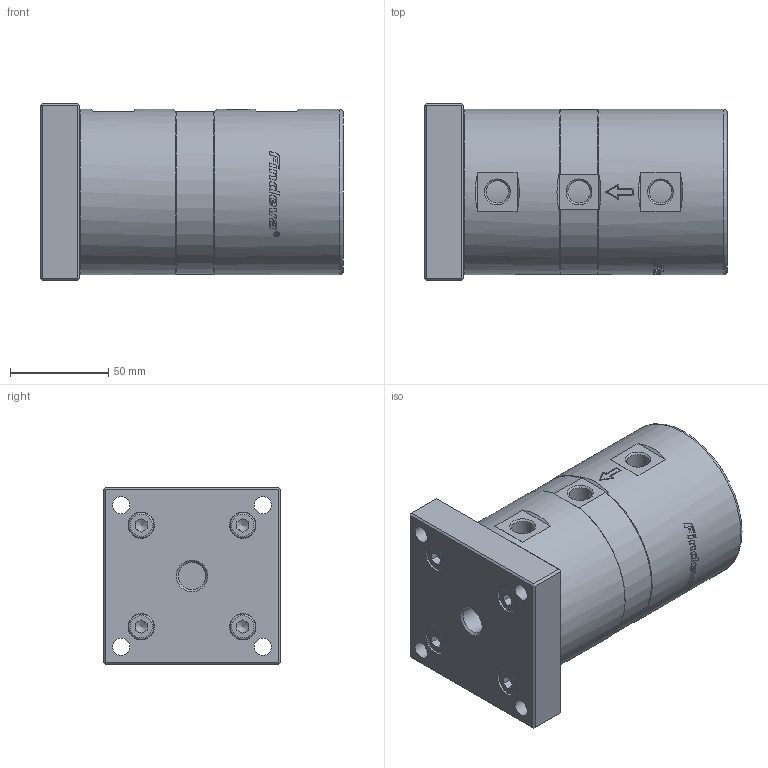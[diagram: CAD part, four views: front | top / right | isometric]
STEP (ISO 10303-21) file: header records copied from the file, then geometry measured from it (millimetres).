
FILE_DESCRIPTION((''),'2;1');
FILE_NAME('9050-20-M.stp','2012-04-02T23:12:59',('Petr'),(''),'Autodesk Inventor 2011','Autodesk Inventor 2011','');
FILE_SCHEMA(('CONFIG_CONTROL_DESIGN'));
Length unit declared in the file: millimetre
Products named in the file (1): 9050-20-M
Bounding box: 154 x 90 x 90 mm (x, y, z)
Volume: 887625.3 mm3; surface area: 68176.5 mm2
Topology: 1 solids, 5 shells, 285 faces, 723 edges, 481 vertices
Faces by surface type: plane 133, bspline 72, cylinder 55, cone 15, torus 10
Full cylindrical faces by diameter (mm): 7.2 x2, 8 x4, 8.4 x4, 8.8 x4, 11.445 x4, 13 x4, 13.4 x4, 13.835 x1, 84 x2
Entity records: 20353 total; most frequent: CARTESIAN_POINT 14139, ORIENTED_EDGE 1296, DIRECTION 990, EDGE_CURVE 648, VERTEX_POINT 458, EDGE_LOOP 386, AXIS2_PLACEMENT_3D 358, FACE_OUTER_BOUND 285
